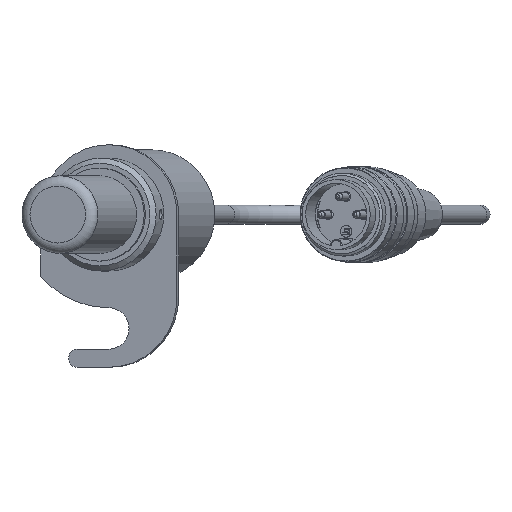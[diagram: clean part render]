
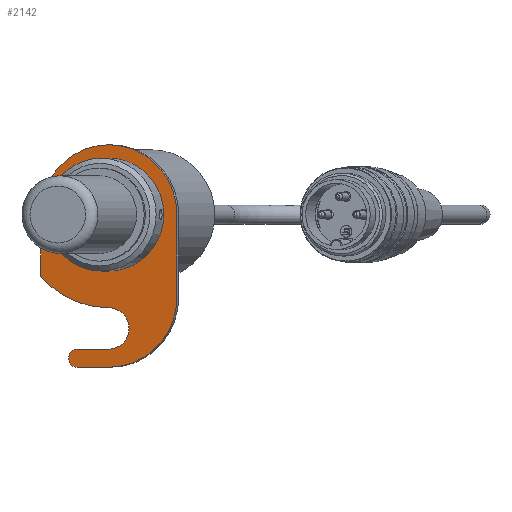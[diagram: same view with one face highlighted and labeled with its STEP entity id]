
A CAD part, left-side view. The second image highlights one B-rep face of the part: STEP entity #2142.
In plain terms, the highlighted planar face has unit normal (-0.974, 0.227, 0).
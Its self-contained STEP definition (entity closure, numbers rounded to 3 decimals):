
#120=FACE_BOUND('',#516,.T.);
#196=PLANE('',#2406);
#320=FACE_OUTER_BOUND('',#515,.T.);
#515=EDGE_LOOP('',(#1783,#1784,#1785,#1786,#1787,#1788,#1789,#1790,#1791));
#516=EDGE_LOOP('',(#1792));
#662=CIRCLE('',#2389,10.9);
#664=CIRCLE('',#2394,18.);
#665=CIRCLE('',#2396,4.);
#666=CIRCLE('',#2399,1.75);
#667=CIRCLE('',#2402,13.5);
#668=CIRCLE('',#2405,13.5);
#779=LINE('',#3923,#886);
#784=LINE('',#3936,#891);
#787=LINE('',#3944,#894);
#790=LINE('',#3952,#897);
#886=VECTOR('',#2953,10.);
#891=VECTOR('',#2968,10.);
#894=VECTOR('',#2977,10.);
#897=VECTOR('',#2986,10.);
#1056=VERTEX_POINT('',#3915);
#1058=VERTEX_POINT('',#3921);
#1059=VERTEX_POINT('',#3922);
#1060=VERTEX_POINT('',#3927);
#1061=VERTEX_POINT('',#3931);
#1062=VERTEX_POINT('',#3935);
#1063=VERTEX_POINT('',#3939);
#1064=VERTEX_POINT('',#3943);
#1065=VERTEX_POINT('',#3947);
#1066=VERTEX_POINT('',#3951);
#1297=EDGE_CURVE('',#1056,#1056,#662,.T.);
#1299=EDGE_CURVE('',#1058,#1059,#779,.T.);
#1302=EDGE_CURVE('',#1060,#1058,#664,.T.);
#1304=EDGE_CURVE('',#1061,#1060,#665,.T.);
#1306=EDGE_CURVE('',#1062,#1061,#784,.T.);
#1308=EDGE_CURVE('',#1063,#1062,#666,.T.);
#1310=EDGE_CURVE('',#1064,#1063,#787,.T.);
#1312=EDGE_CURVE('',#1065,#1064,#667,.T.);
#1314=EDGE_CURVE('',#1066,#1065,#790,.T.);
#1316=EDGE_CURVE('',#1059,#1066,#668,.T.);
#1783=ORIENTED_EDGE('',*,*,#1316,.F.);
#1784=ORIENTED_EDGE('',*,*,#1299,.F.);
#1785=ORIENTED_EDGE('',*,*,#1302,.F.);
#1786=ORIENTED_EDGE('',*,*,#1304,.F.);
#1787=ORIENTED_EDGE('',*,*,#1306,.F.);
#1788=ORIENTED_EDGE('',*,*,#1308,.F.);
#1789=ORIENTED_EDGE('',*,*,#1310,.F.);
#1790=ORIENTED_EDGE('',*,*,#1312,.F.);
#1791=ORIENTED_EDGE('',*,*,#1314,.F.);
#1792=ORIENTED_EDGE('',*,*,#1297,.T.);
#2142=ADVANCED_FACE('',(#320,#120),#196,.T.);
#2389=AXIS2_PLACEMENT_3D('',#3916,#2945,#2946);
#2394=AXIS2_PLACEMENT_3D('',#3928,#2958,#2959);
#2396=AXIS2_PLACEMENT_3D('',#3932,#2963,#2964);
#2399=AXIS2_PLACEMENT_3D('',#3940,#2972,#2973);
#2402=AXIS2_PLACEMENT_3D('',#3948,#2981,#2982);
#2405=AXIS2_PLACEMENT_3D('',#3955,#2990,#2991);
#2406=AXIS2_PLACEMENT_3D('',#3956,#2992,#2993);
#2945=DIRECTION('center_axis',(0.974,-0.227,0.));
#2946=DIRECTION('ref_axis',(-0.227,-0.974,0.));
#2953=DIRECTION('',(0.,0.,1.));
#2958=DIRECTION('center_axis',(0.974,-0.227,0.));
#2959=DIRECTION('ref_axis',(-0.17,-0.73,0.661));
#2963=DIRECTION('center_axis',(-0.974,0.227,0.));
#2964=DIRECTION('ref_axis',(0.,0.,-1.));
#2968=DIRECTION('',(-0.227,-0.974,0.));
#2972=DIRECTION('center_axis',(0.974,-0.227,0.));
#2973=DIRECTION('ref_axis',(-0.227,-0.974,0.));
#2977=DIRECTION('',(0.227,0.974,0.));
#2981=DIRECTION('center_axis',(0.974,-0.227,0.));
#2982=DIRECTION('ref_axis',(0.,0.,
1.));
#2986=DIRECTION('',(0.,0.,-1.));
#2990=DIRECTION('center_axis',(0.974,-0.227,0.));
#2991=DIRECTION('ref_axis',(0.227,0.974,0.));
#2992=DIRECTION('center_axis',(-0.974,0.227,0.));
#2993=DIRECTION('ref_axis',(-0.227,-0.974,0.));
#3915=CARTESIAN_POINT('',(-212.092,98.647,6.553));
#3916=CARTESIAN_POINT('Origin',(-214.57,88.032,6.553));
#3921=CARTESIAN_POINT('',(-211.501,101.179,-5.353));
#3922=CARTESIAN_POINT('',(-211.501,101.179,6.553));
#3923=CARTESIAN_POINT('',(-211.501,101.179,-5.353));
#3927=CARTESIAN_POINT('',(-214.57,88.032,-11.447));
#3928=CARTESIAN_POINT('Origin',(-214.57,88.032,6.553));
#3931=CARTESIAN_POINT('',(-214.57,88.032,-19.447));
#3932=CARTESIAN_POINT('Origin',(-214.57,88.032,-15.447));
#3935=CARTESIAN_POINT('',(-213.149,94.119,-19.447));
#3936=CARTESIAN_POINT('',(-213.149,94.119,-19.447));
#3939=CARTESIAN_POINT('',(-213.149,94.119,-22.947));
#3940=CARTESIAN_POINT('Origin',(-213.149,94.119,-21.197));
#3943=CARTESIAN_POINT('',(-214.57,88.032,-22.947));
#3944=CARTESIAN_POINT('',(-214.57,88.032,-22.947));
#3947=CARTESIAN_POINT('',(-217.638,74.886,-9.447));
#3948=CARTESIAN_POINT('Origin',(-214.57,88.032,-9.447));
#3951=CARTESIAN_POINT('',(-217.638,74.886,6.553));
#3952=CARTESIAN_POINT('',(-217.638,74.886,6.553));
#3955=CARTESIAN_POINT('Origin',(-214.57,88.032,6.553));
#3956=CARTESIAN_POINT('Origin',(-214.699,87.479,-3.768));
